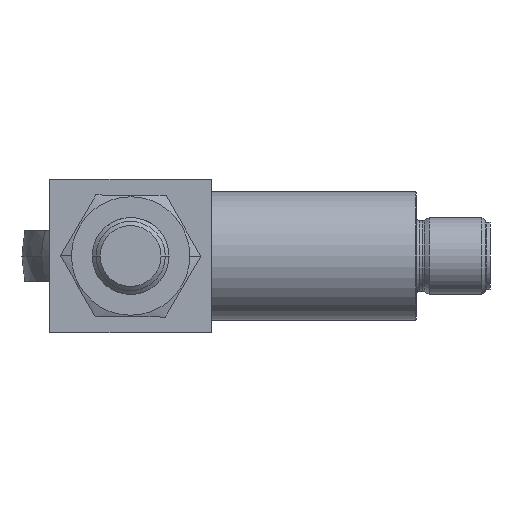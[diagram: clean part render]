
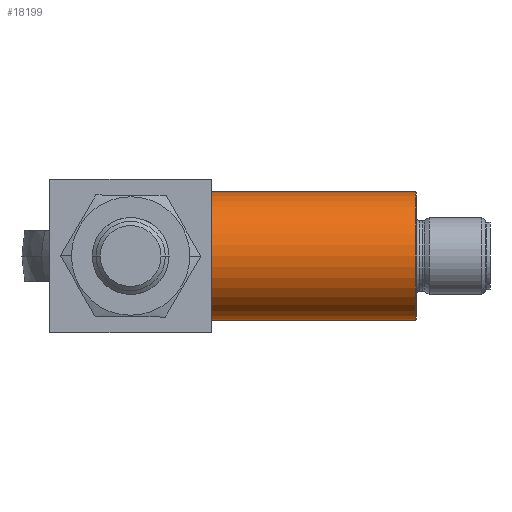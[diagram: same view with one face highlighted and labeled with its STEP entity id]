
A CAD part, front view. The second image highlights one B-rep face of the part: STEP entity #18199.
In plain terms, the highlighted cylindrical face has radius 10 mm (diameter 20 mm), a partial arc.
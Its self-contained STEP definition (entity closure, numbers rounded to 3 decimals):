
#17804=DIRECTION('',(0.,1.,0.));
#17805=VECTOR('',#17804,31.9);
#17806=CARTESIAN_POINT('',(-10.,4.6,0.));
#17807=LINE('',#17806,#17805);
#17808=CARTESIAN_POINT('',(0.,36.5,0.));
#17809=DIRECTION('',(0.,1.,0.));
#17810=DIRECTION('',(1.,0.,0.));
#17811=AXIS2_PLACEMENT_3D('',#17808,#17809,#17810);
#17813=CARTESIAN_POINT('',(0.,4.6,0.));
#17814=DIRECTION('',(0.,1.,0.));
#17815=DIRECTION('',(1.,0.,0.));
#17816=AXIS2_PLACEMENT_3D('',#17813,#17814,#17815);
#17818=DIRECTION('',(0.,1.,0.));
#17819=VECTOR('',#17818,31.9);
#17820=CARTESIAN_POINT('',(10.,4.6,0.));
#17821=LINE('',#17820,#17819);
#17982=CARTESIAN_POINT('',(10.,4.6,0.));
#17983=CARTESIAN_POINT('',(-10.,4.6,0.));
#17984=VERTEX_POINT('',#17982);
#17985=VERTEX_POINT('',#17983);
#17998=CARTESIAN_POINT('',(10.,36.5,0.));
#17999=CARTESIAN_POINT('',(-10.,36.5,0.));
#18000=VERTEX_POINT('',#17998);
#18001=VERTEX_POINT('',#17999);
#18187=CARTESIAN_POINT('',(0.,0.,0.));
#18188=DIRECTION('',(0.,1.,0.));
#18189=DIRECTION('',(1.,0.,0.));
#18190=AXIS2_PLACEMENT_3D('',#18187,#18188,#18189);
#18191=CYLINDRICAL_SURFACE('',#18190,10.);
#18192=ORIENTED_EDGE('',*,*,#18152,.T.);
#18193=ORIENTED_EDGE('',*,*,#18182,.F.);
#18195=ORIENTED_EDGE('',*,*,#18194,.F.);
#18196=ORIENTED_EDGE('',*,*,#18178,.T.);
#18197=EDGE_LOOP('',(#18192,#18193,#18195,#18196));
#18198=FACE_OUTER_BOUND('',#18197,.F.);
#17812=CIRCLE('',#17811,10.);
#17817=CIRCLE('',#17816,10.);
#18152=EDGE_CURVE('',#18000,#18001,#17812,.T.);
#18178=EDGE_CURVE('',#17984,#18000,#17821,.T.);
#18182=EDGE_CURVE('',#17985,#18001,#17807,.T.);
#18194=EDGE_CURVE('',#17984,#17985,#17817,.T.);
#18199=ADVANCED_FACE('',(#18198),#18191,.T.);
